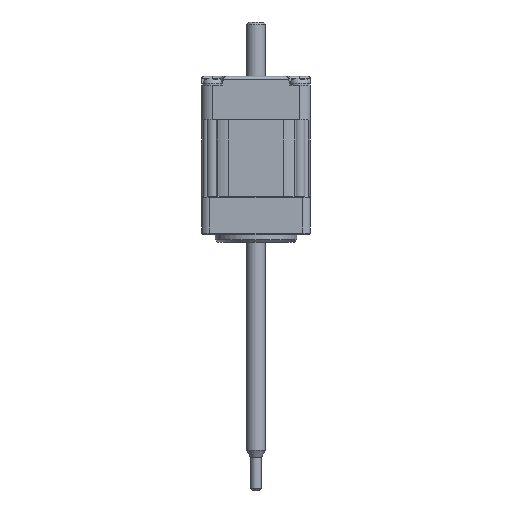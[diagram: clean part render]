
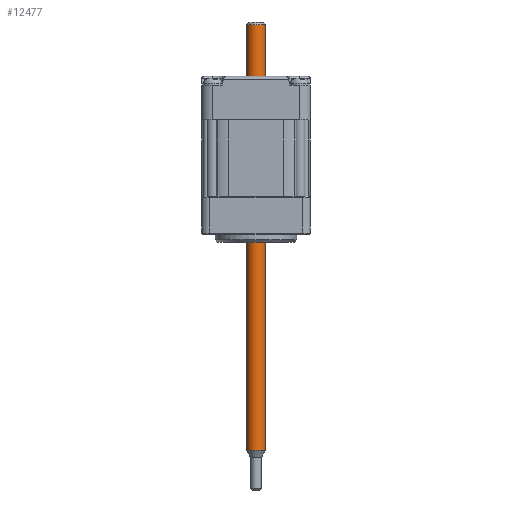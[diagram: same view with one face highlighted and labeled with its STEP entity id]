
A CAD part, front view. The second image highlights one B-rep face of the part: STEP entity #12477.
In plain terms, the highlighted cylindrical face has radius 1.75 mm (diameter 3.5 mm), a partial arc.
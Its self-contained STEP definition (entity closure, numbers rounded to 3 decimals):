
#61 = DIRECTION ( 'NONE',  ( 0.922, 0.386, 0. ) ) ;
#1054 = DIRECTION ( 'NONE',  ( 0., 0., -1. ) ) ;
#1076 = VERTEX_POINT ( 'NONE', #8460 ) ;
#1514 = DIRECTION ( 'NONE',  ( 0., 0., -1. ) ) ;
#1783 = CIRCLE ( 'NONE', #7693, 1.75 ) ;
#2600 = CARTESIAN_POINT ( 'NONE',  ( 4.067, -2.578, 25.416 ) ) ;
#2661 = CARTESIAN_POINT ( 'NONE',  ( 0.839, -3.929, 25.416 ) ) ;
#3361 = DIRECTION ( 'NONE',  ( 0., 0., -1. ) ) ;
#3738 = ORIENTED_EDGE ( 'NONE', *, *, #5492, .F. ) ;
#3853 = FACE_OUTER_BOUND ( 'NONE', #7955, .T. ) ;
#3858 = LINE ( 'NONE', #3983, #6136 ) ;
#3953 = EDGE_CURVE ( 'NONE', #8305, #1076, #3858, .T. ) ;
#3983 = CARTESIAN_POINT ( 'NONE',  ( 0.839, -3.929, -85.484 ) ) ;
#4439 = EDGE_CURVE ( 'NONE', #6001, #1076, #1783, .T. ) ;
#5492 = EDGE_CURVE ( 'NONE', #10853, #6001, #10499, .T. ) ;
#5953 = DIRECTION ( 'NONE',  ( 0., 0., -1. ) ) ;
#6001 = VERTEX_POINT ( 'NONE', #11431 ) ;
#6128 = CYLINDRICAL_SURFACE ( 'NONE', #10551, 1.75 ) ;
#6136 = VECTOR ( 'NONE', #1054, 1000. ) ;
#6286 = CARTESIAN_POINT ( 'NONE',  ( 4.067, -2.578, -85.484 ) ) ;
#7051 = ORIENTED_EDGE ( 'NONE', *, *, #4439, .F. ) ;
#7430 = CARTESIAN_POINT ( 'NONE',  ( 2.453, -3.253, 25.416 ) ) ;
#7693 = AXIS2_PLACEMENT_3D ( 'NONE', #11736, #5953, #61 ) ;
#7929 = VECTOR ( 'NONE', #3361, 1000. ) ;
#7955 = EDGE_LOOP ( 'NONE', ( #3738, #8531, #9517, #7051 ) ) ;
#8257 = DIRECTION ( 'NONE',  ( 0., 0., -1. ) ) ;
#8305 = VERTEX_POINT ( 'NONE', #2661 ) ;
#8405 = DIRECTION ( 'NONE',  ( -0.922, -0.386, 0. ) ) ;
#8460 = CARTESIAN_POINT ( 'NONE',  ( 0.839, -3.929, -52.785 ) ) ;
#8531 = ORIENTED_EDGE ( 'NONE', *, *, #10323, .T. ) ;
#9517 = ORIENTED_EDGE ( 'NONE', *, *, #3953, .T. ) ;
#10178 = CARTESIAN_POINT ( 'NONE',  ( 2.453, -3.253, -85.484 ) ) ;
#10323 = EDGE_CURVE ( 'NONE', #10853, #8305, #11960, .T. ) ;
#10499 = LINE ( 'NONE', #6286, #7929 ) ;
#10551 = AXIS2_PLACEMENT_3D ( 'NONE', #10178, #8257, #11117 ) ;
#10853 = VERTEX_POINT ( 'NONE', #2600 ) ;
#11117 = DIRECTION ( 'NONE',  ( -0.922, -0.386, 0. ) ) ;
#11168 = AXIS2_PLACEMENT_3D ( 'NONE', #7430, #1514, #8405 ) ;
#11431 = CARTESIAN_POINT ( 'NONE',  ( 4.067, -2.578, -52.785 ) ) ;
#11736 = CARTESIAN_POINT ( 'NONE',  ( 2.453, -3.253, -52.785 ) ) ;
#11960 = CIRCLE ( 'NONE', #11168, 1.75 ) ;
#12477 = ADVANCED_FACE ( 'NONE', ( #3853 ), #6128, .T. ) ;
